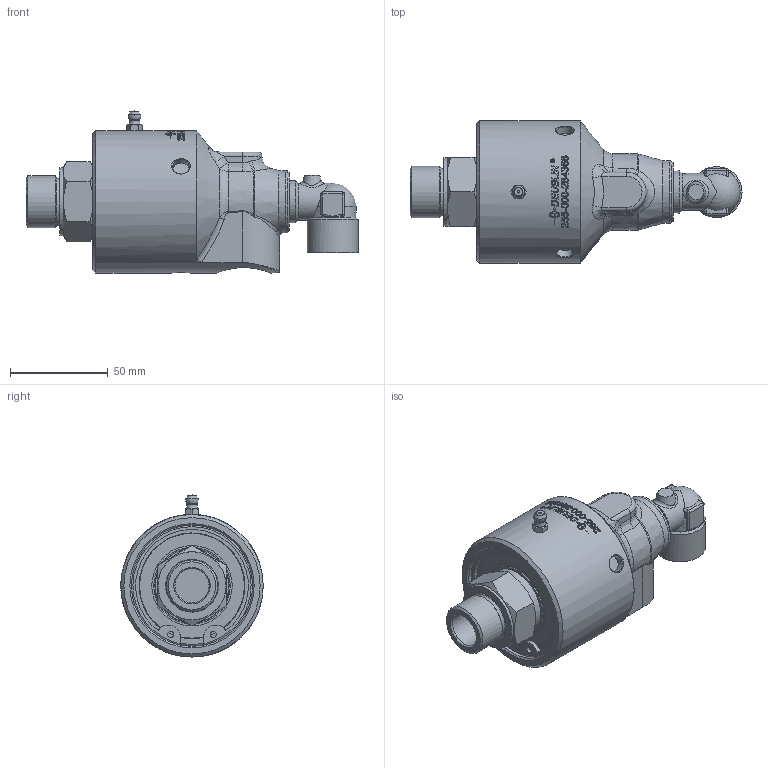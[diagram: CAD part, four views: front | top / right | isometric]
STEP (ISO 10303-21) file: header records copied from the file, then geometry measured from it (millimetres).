
FILE_DESCRIPTION(/* description */ (''),/* implementation_level */ '2;1');
FILE_NAME(/* name */ '255-000-284368-IC.stp',/* time_stamp */ '2020-05-19T13:21:21-05:00',/* author */ ('GALINDOLM'),/* organization */ (''),/* preprocessor_version */ 'ST-DEVELOPER v18',/* originating_system */ 'Autodesk Inventor 2020',/* authorisation */ '');
FILE_SCHEMA (('AUTOMOTIVE_DESIGN { 1 0 10303 214 3 1 1 }'));
Length unit declared in the file: millimetre
Products named in the file (1): 255-000-284368-IC
Bounding box: 170.08 x 73 x 82.99 mm (x, y, z)
Volume: 323669.9 mm3; surface area: 47444.1 mm2
Topology: 1 solids, 6 shells, 639 faces, 1681 edges, 1100 vertices
Faces by surface type: plane 263, bspline 207, cylinder 105, cone 31, torus 18, sphere 15
Full cylindrical faces by diameter (mm): 3 x1, 3.12 x4, 8.6 x3, 11.445 x1, 17.475 x1, 17.5 x1, 19 x1, 22.631 x1, 26 x1, 26.441 x1, 27 x1, 27.83 x1, 29.3 x1, 32 x1, 34.9 x1, 35 x1, 41.2 x1, 53.7 x1, 54.1 x1, 62 x1, 62.05 x1, 66.9 x1, 73 x1
Entity records: 27324 total; most frequent: CARTESIAN_POINT 12266, ORIENTED_EDGE 3330, DIRECTION 2672, EDGE_CURVE 1665, VERTEX_POINT 1100, AXIS2_PLACEMENT_3D 1060, EDGE_LOOP 710, FACE_OUTER_BOUND 639
